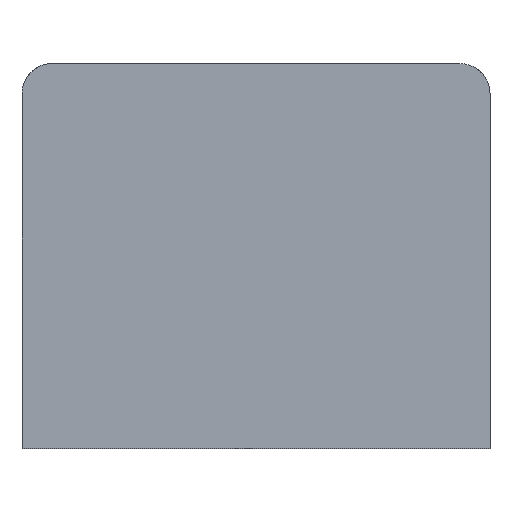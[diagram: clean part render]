
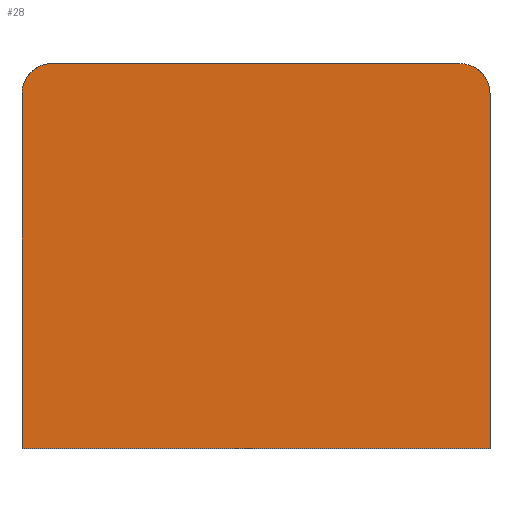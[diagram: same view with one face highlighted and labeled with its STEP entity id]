
A CAD part, top view. The second image highlights one B-rep face of the part: STEP entity #28.
In plain terms, the highlighted free-form (B-spline) face has degree [1, 1] with [2, 2] control points.
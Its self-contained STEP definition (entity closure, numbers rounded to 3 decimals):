
#15 = CARTESIAN_POINT ( 'NONE',  ( -34.675, 81.46, 0. ) ) ;
#17 = B_SPLINE_CURVE_WITH_KNOTS ( 'NONE', 3,
 ( #244, #22, #18, #218, #171, #266, #126, #318, #74, #123 ),
 .UNSPECIFIED., .F., .F.,
 ( 4, 2, 2, 2, 4 ),
 ( 0., 0.393, 0.785, 1.178, 1.571 ),
 .UNSPECIFIED. ) ;
#18 = CARTESIAN_POINT ( 'NONE',  ( 27.222, 78.506, 0. ) ) ;
#21 = CARTESIAN_POINT ( 'NONE',  ( -34.169, 79.476, 0. ) ) ;
#22 = CARTESIAN_POINT ( 'NONE',  ( 27.325, 77.986, 0. ) ) ;
#28 = ADVANCED_FACE ( 'NONE', ( #138 ), #286, .T. ) ;
#30 = ORIENTED_EDGE ( 'NONE', *, *, #69, .T. ) ;
#32 = B_SPLINE_CURVE_WITH_KNOTS ( 'NONE', 1,
 ( #164, #262 ),
 .UNSPECIFIED., .F., .F.,
 ( 2, 2 ),
 ( 0., 1. ),
 .UNSPECIFIED. ) ;
#36 = CARTESIAN_POINT ( 'NONE',  ( 27.325, 81.46, 0. ) ) ;
#40 = EDGE_CURVE ( 'NONE', #201, #178, #208, .T. ) ;
#42 = CARTESIAN_POINT ( 'NONE',  ( -32.691, 80.955, 0. ) ) ;
#45 = EDGE_CURVE ( 'NONE', #223, #82, #191, .T. ) ;
#52 = VERTEX_POINT ( 'NONE', #183 ) ;
#54 = VERTEX_POINT ( 'NONE', #283 ) ;
#58 = ORIENTED_EDGE ( 'NONE', *, *, #45, .T. ) ;
#61 = CARTESIAN_POINT ( 'NONE',  ( 27.325, 30.46, 0. ) ) ;
#68 = B_SPLINE_CURVE_WITH_KNOTS ( 'NONE', 3,
 ( #314, #172, #96, #42, #144, #124, #21, #239, #240, #291 ),
 .UNSPECIFIED., .F., .F.,
 ( 4, 2, 2, 2, 4 ),
 ( 1.571, 1.963, 2.356, 2.749, 3.142 ),
 .UNSPECIFIED. ) ;
#69 = EDGE_CURVE ( 'NONE', #52, #223, #32, .T. ) ;
#73 = CARTESIAN_POINT ( 'NONE',  ( 23.325, 81.46, 0. ) ) ;
#74 = CARTESIAN_POINT ( 'NONE',  ( 23.851, 81.46, 0. ) ) ;
#82 = VERTEX_POINT ( 'NONE', #288 ) ;
#88 = CARTESIAN_POINT ( 'NONE',  ( 27.325, 30.46, 0. ) ) ;
#96 = CARTESIAN_POINT ( 'NONE',  ( -31.72, 81.357, 0. ) ) ;
#118 = CARTESIAN_POINT ( 'NONE',  ( 23.325, 81.46, 0. ) ) ;
#123 = CARTESIAN_POINT ( 'NONE',  ( 23.325, 81.46, 0. ) ) ;
#124 = CARTESIAN_POINT ( 'NONE',  ( -33.875, 79.917, 0. ) ) ;
#126 = CARTESIAN_POINT ( 'NONE',  ( 25.341, 80.955, 0. ) ) ;
#138 = FACE_OUTER_BOUND ( 'NONE', #180, .T. ) ;
#144 = CARTESIAN_POINT ( 'NONE',  ( -33.132, 80.66, 0. ) ) ;
#162 = CARTESIAN_POINT ( 'NONE',  ( -30.675, 81.46, 0. ) ) ;
#164 = CARTESIAN_POINT ( 'NONE',  ( -34.675, 30.46, 0. ) ) ;
#170 = CARTESIAN_POINT ( 'NONE',  ( -34.675, 77.46, 0. ) ) ;
#171 = CARTESIAN_POINT ( 'NONE',  ( 26.525, 79.917, 0. ) ) ;
#172 = CARTESIAN_POINT ( 'NONE',  ( -31.2, 81.46, 0. ) ) ;
#178 = VERTEX_POINT ( 'NONE', #182 ) ;
#180 = EDGE_LOOP ( 'NONE', ( #250, #300, #247, #199, #30, #58 ) ) ;
#182 = CARTESIAN_POINT ( 'NONE',  ( -30.675, 81.46, 0. ) ) ;
#183 = CARTESIAN_POINT ( 'NONE',  ( -34.675, 30.46, 0. ) ) ;
#185 = EDGE_CURVE ( 'NONE', #82, #201, #17, .T. ) ;
#191 = B_SPLINE_CURVE_WITH_KNOTS ( 'NONE', 1,
 ( #61, #285 ),
 .UNSPECIFIED., .F., .F.,
 ( 2, 2 ),
 ( 0., 1. ),
 .UNSPECIFIED. ) ;
#192 = CARTESIAN_POINT ( 'NONE',  ( 27.325, 30.46, 0. ) ) ;
#199 = ORIENTED_EDGE ( 'NONE', *, *, #243, .T. ) ;
#201 = VERTEX_POINT ( 'NONE', #73 ) ;
#204 = B_SPLINE_CURVE_WITH_KNOTS ( 'NONE', 1,
 ( #170, #316 ),
 .UNSPECIFIED., .F., .F.,
 ( 2, 2 ),
 ( 0., 1. ),
 .UNSPECIFIED. ) ;
#208 = B_SPLINE_CURVE_WITH_KNOTS ( 'NONE', 1,
 ( #118, #162 ),
 .UNSPECIFIED., .F., .F.,
 ( 2, 2 ),
 ( 0., 1. ),
 .UNSPECIFIED. ) ;
#209 = CARTESIAN_POINT ( 'NONE',  ( -34.675, 30.46, 0. ) ) ;
#213 = EDGE_CURVE ( 'NONE', #178, #54, #68, .T. ) ;
#218 = CARTESIAN_POINT ( 'NONE',  ( 26.82, 79.476, 0. ) ) ;
#223 = VERTEX_POINT ( 'NONE', #192 ) ;
#239 = CARTESIAN_POINT ( 'NONE',  ( -34.571, 78.506, 0. ) ) ;
#240 = CARTESIAN_POINT ( 'NONE',  ( -34.675, 77.986, 0. ) ) ;
#243 = EDGE_CURVE ( 'NONE', #54, #52, #204, .T. ) ;
#244 = CARTESIAN_POINT ( 'NONE',  ( 27.325, 77.46, 0. ) ) ;
#247 = ORIENTED_EDGE ( 'NONE', *, *, #213, .T. ) ;
#250 = ORIENTED_EDGE ( 'NONE', *, *, #185, .T. ) ;
#262 = CARTESIAN_POINT ( 'NONE',  ( 27.325, 30.46, 0. ) ) ;
#266 = CARTESIAN_POINT ( 'NONE',  ( 25.782, 80.66, 0. ) ) ;
#283 = CARTESIAN_POINT ( 'NONE',  ( -34.675, 77.46, 0. ) ) ;
#285 = CARTESIAN_POINT ( 'NONE',  ( 27.325, 77.46, 0. ) ) ;
#286 = B_SPLINE_SURFACE_WITH_KNOTS ( 'NONE', 1, 1, ( 
 ( #209, #15 ),
 ( #88, #36 ) ),
 .UNSPECIFIED., .F., .F., .F.,
 ( 2, 2 ),
 ( 2, 2 ),
 ( 0., 1. ),
 ( 0., 1. ),
 .UNSPECIFIED. ) ;
#288 = CARTESIAN_POINT ( 'NONE',  ( 27.325, 77.46, 0. ) ) ;
#291 = CARTESIAN_POINT ( 'NONE',  ( -34.675, 77.46, 0. ) ) ;
#300 = ORIENTED_EDGE ( 'NONE', *, *, #40, .T. ) ;
#314 = CARTESIAN_POINT ( 'NONE',  ( -30.675, 81.46, 0. ) ) ;
#316 = CARTESIAN_POINT ( 'NONE',  ( -34.675, 30.46, 0. ) ) ;
#318 = CARTESIAN_POINT ( 'NONE',  ( 24.371, 81.357, 0. ) ) ;
